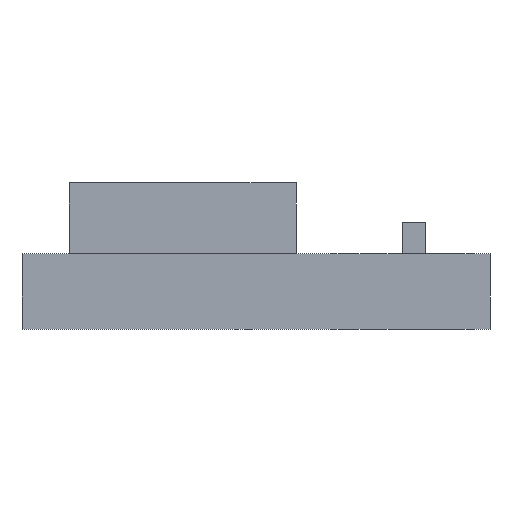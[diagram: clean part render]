
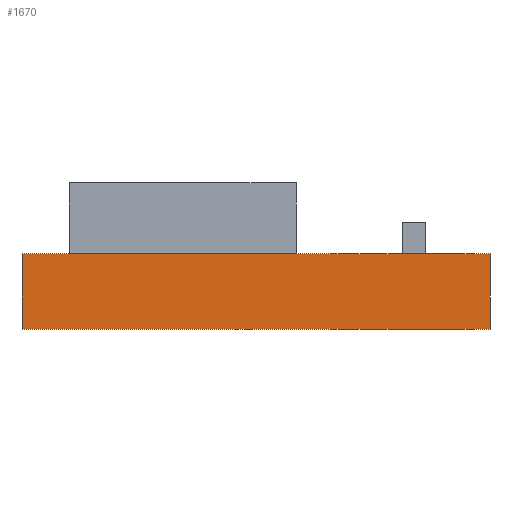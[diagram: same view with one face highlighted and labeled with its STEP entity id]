
A CAD part, front view. The second image highlights one B-rep face of the part: STEP entity #1670.
In plain terms, the highlighted planar face has unit normal (0, -1, 0).
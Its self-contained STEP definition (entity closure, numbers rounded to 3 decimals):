
#117=PLANE('',#1776);
#286=FACE_OUTER_BOUND('',#374,.T.);
#374=EDGE_LOOP('',(#1503,#1504,#1505,#1506));
#592=LINE('',#2589,#798);
#600=LINE('',#2604,#806);
#601=LINE('',#2606,#807);
#602=LINE('',#2607,#808);
#798=VECTOR('',#2150,10.);
#806=VECTOR('',#2162,10.);
#807=VECTOR('',#2165,10.);
#808=VECTOR('',#2166,10.);
#945=VERTEX_POINT('',#2585);
#947=VERTEX_POINT('',#2588);
#951=VERTEX_POINT('',#2600);
#952=VERTEX_POINT('',#2602);
#1152=EDGE_CURVE('',#945,#947,#592,.T.);
#1160=EDGE_CURVE('',#951,#952,#600,.T.);
#1161=EDGE_CURVE('',#951,#945,#601,.T.);
#1162=EDGE_CURVE('',#947,#952,#602,.T.);
#1503=ORIENTED_EDGE('',*,*,#1161,.F.);
#1504=ORIENTED_EDGE('',*,*,#1160,.T.);
#1505=ORIENTED_EDGE('',*,*,#1162,.F.);
#1506=ORIENTED_EDGE('',*,*,#1152,.F.);
#1670=ADVANCED_FACE('',(#286),#117,.T.);
#1776=AXIS2_PLACEMENT_3D('',#2605,#2163,#2164);
#2150=DIRECTION('',(0.,0.,1.));
#2162=DIRECTION('',(0.,0.,1.));
#2163=DIRECTION('center_axis',(0.,-1.,0.));
#2164=DIRECTION('ref_axis',(1.,0.,0.));
#2165=DIRECTION('',(-1.,0.,0.));
#2166=DIRECTION('',(1.,0.,0.));
#2585=CARTESIAN_POINT('',(0.,-53.7,0.));
#2588=CARTESIAN_POINT('',(0.,-53.7,1.6));
#2589=CARTESIAN_POINT('',(0.,-53.7,0.));
#2600=CARTESIAN_POINT('',(9.9,-53.7,0.));
#2602=CARTESIAN_POINT('',(9.9,-53.7,1.6));
#2604=CARTESIAN_POINT('',(9.9,-53.7,0.));
#2605=CARTESIAN_POINT('Origin',(0.,-53.7,0.));
#2606=CARTESIAN_POINT('',(9.9,-53.7,0.));
#2607=CARTESIAN_POINT('',(9.9,-53.7,1.6));
